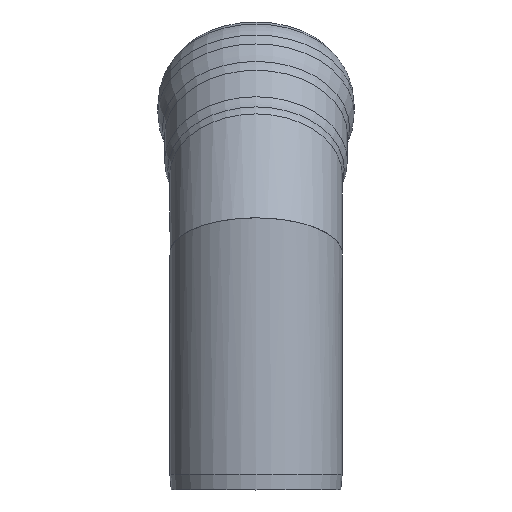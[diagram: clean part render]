
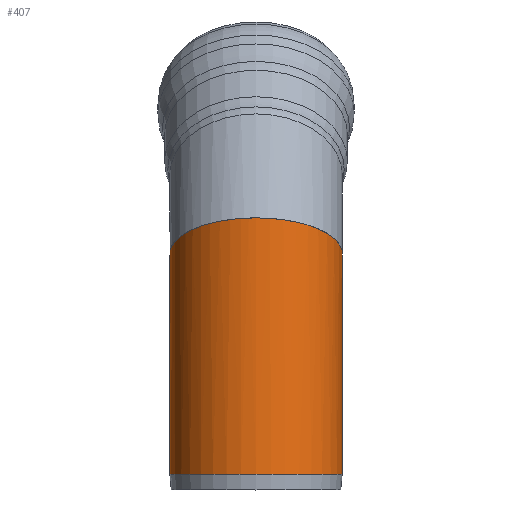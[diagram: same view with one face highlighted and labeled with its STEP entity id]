
A CAD part, left-side view. The second image highlights one B-rep face of the part: STEP entity #407.
In plain terms, the highlighted cylindrical face has radius 444.5 mm (diameter 889 mm), a full revolution.
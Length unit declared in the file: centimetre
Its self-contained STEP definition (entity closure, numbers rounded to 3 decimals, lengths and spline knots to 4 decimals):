
#46=FACE_OUTER_BOUND('',#72,.T.);
#72=EDGE_LOOP('',(#277,#278,#279,#280));
#100=ELLIPSE('',#438,48.1123,44.45);
#104=LINE('',#678,#120);
#120=VECTOR('',#515,44.45);
#136=CIRCLE('',#437,44.45);
#179=VERTEX_POINT('',#675);
#180=VERTEX_POINT('',#677);
#216=EDGE_CURVE('',#179,#179,#136,.T.);
#217=EDGE_CURVE('',#179,#180,#104,.T.);
#218=EDGE_CURVE('',#180,#180,#100,.T.);
#277=ORIENTED_EDGE('',*,*,#216,.F.);
#278=ORIENTED_EDGE('',*,*,#217,.T.);
#279=ORIENTED_EDGE('',*,*,#218,.F.);
#280=ORIENTED_EDGE('',*,*,#217,.F.);
#399=CYLINDRICAL_SURFACE('',#436,44.45);
#407=ADVANCED_FACE('',(#46),#399,.T.);
#436=AXIS2_PLACEMENT_3D('',#674,#511,#512);
#437=AXIS2_PLACEMENT_3D('',#676,#513,#514);
#438=AXIS2_PLACEMENT_3D('',#679,#516,#517);
#511=DIRECTION('center_axis',(0.,0.,-1.));
#512=DIRECTION('ref_axis',(1.,0.,0.));
#513=DIRECTION('center_axis',(0.,0.,-1.));
#514=DIRECTION('ref_axis',(1.,0.,0.));
#515=DIRECTION('',(0.,0.,1.));
#516=DIRECTION('center_axis',(0.383,0.,0.924));
#517=DIRECTION('ref_axis',(0.924,0.,-0.383));
#674=CARTESIAN_POINT('Origin',(0.,0.,9.));
#675=CARTESIAN_POINT('',(-44.45,0.,8.));
#676=CARTESIAN_POINT('Origin',(0.,0.,8.));
#677=CARTESIAN_POINT('',(-44.45,0.,140.4118));
#678=CARTESIAN_POINT('',(-44.45,0.,9.));
#679=CARTESIAN_POINT('Origin',(0.,0.,122.));
